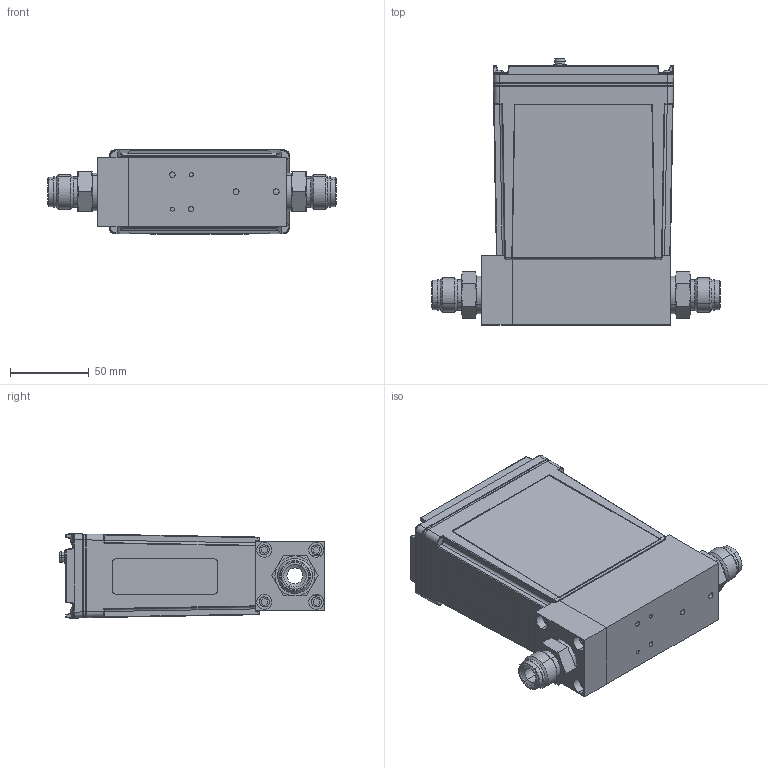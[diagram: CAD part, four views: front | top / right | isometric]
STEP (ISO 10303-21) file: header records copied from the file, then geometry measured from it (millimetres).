
FILE_DESCRIPTION (( 'STEP AP214' ), '1' );
FILE_NAME ('GE250-8VCR-PROFINET.STEP', '2018-04-26T20:26:23', ( '' ), ( '' ), 'SwSTEP 2.0', 'SolidWorks 2015', '' );
FILE_SCHEMA (( 'AUTOMOTIVE_DESIGN' ));
Length unit declared in the file: inch
Products named in the file (1): GE250-8VCR-PROFINET
Bounding box: 182.91 x 168.72 x 53.49 mm (x, y, z)
Surface area: 107748.2 mm2 (no closed solid volume)
Topology: 0 solids, 59 shells, 674 faces, 2719 edges, 2017 vertices
Faces by surface type: plane 320, cylinder 213, bspline 66, cone 32, sphere 23, torus 20
Entity records: 42312 total; most frequent: CARTESIAN_POINT 12800, DIRECTION 3996, ORIENTED_EDGE 3823, EDGE_CURVE 2688, VERTEX_POINT 2012, LINE 1522, VECTOR 1522, AXIS2_PLACEMENT_3D 1237
